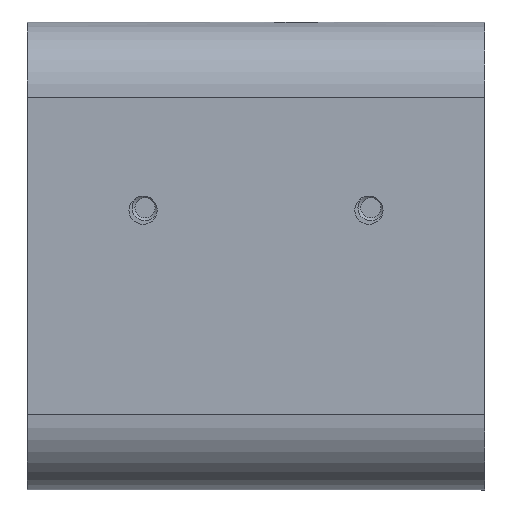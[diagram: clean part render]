
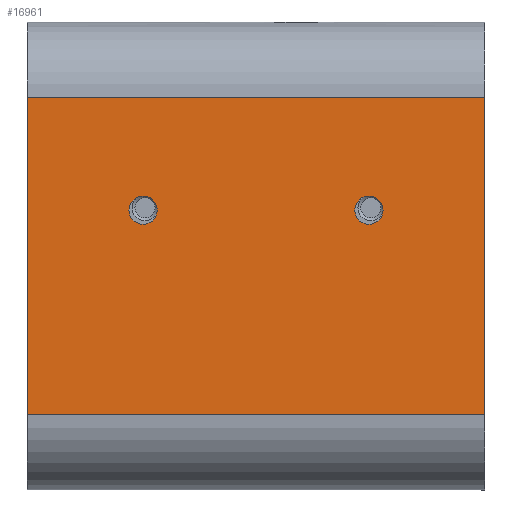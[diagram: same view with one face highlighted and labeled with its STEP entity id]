
A CAD part, front view. The second image highlights one B-rep face of the part: STEP entity #16961.
In plain terms, the highlighted planar face has unit normal (0, -1, 0).
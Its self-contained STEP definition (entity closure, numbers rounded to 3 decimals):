
#462=FACE_BOUND('',#5323,.T.);
#463=FACE_BOUND('',#5324,.T.);
#730=PLANE('',#18516);
#1778=LINE('',#42330,#2880);
#1780=LINE('',#42336,#2882);
#1788=LINE('',#42356,#2890);
#1789=LINE('',#42357,#2891);
#2880=VECTOR('',#22548,10.);
#2882=VECTOR('',#22554,10.);
#2890=VECTOR('',#22568,10.);
#2891=VECTOR('',#22569,10.);
#4285=FACE_OUTER_BOUND('',#5322,.T.);
#5322=EDGE_LOOP('',(#15603,#15604,#15605,#15606));
#5323=EDGE_LOOP('',(#15607));
#5324=EDGE_LOOP('',(#15608));
#6560=CIRCLE('',#18517,1.125);
#6561=CIRCLE('',#18518,1.125);
#8096=VERTEX_POINT('',#42327);
#8097=VERTEX_POINT('',#42329);
#8099=VERTEX_POINT('',#42335);
#8108=VERTEX_POINT('',#42355);
#8109=VERTEX_POINT('',#42358);
#8110=VERTEX_POINT('',#42360);
#10607=EDGE_CURVE('',#8096,#8097,#1778,.T.);
#10610=EDGE_CURVE('',#8097,#8099,#1780,.T.);
#10620=EDGE_CURVE('',#8096,#8108,#1788,.T.);
#10621=EDGE_CURVE('',#8108,#8099,#1789,.T.);
#10622=EDGE_CURVE('',#8109,#8109,#6560,.T.);
#10623=EDGE_CURVE('',#8110,#8110,#6561,.T.);
#15603=ORIENTED_EDGE('',*,*,#10607,.F.);
#15604=ORIENTED_EDGE('',*,*,#10620,.T.);
#15605=ORIENTED_EDGE('',*,*,#10621,.T.);
#15606=ORIENTED_EDGE('',*,*,#10610,.F.);
#15607=ORIENTED_EDGE('',*,*,#10622,.F.);
#15608=ORIENTED_EDGE('',*,*,#10623,.F.);
#16961=ADVANCED_FACE('',(#4285,#462,#463),#730,.F.);
#18516=AXIS2_PLACEMENT_3D('',#42354,#22566,#22567);
#18517=AXIS2_PLACEMENT_3D('',#42359,#22570,#22571);
#18518=AXIS2_PLACEMENT_3D('',#42361,#22572,#22573);
#22548=DIRECTION('',(1.,0.,0.));
#22554=DIRECTION('',(0.,0.,-1.));
#22566=DIRECTION('center_axis',(0.,1.,0.));
#22567=DIRECTION('ref_axis',(0.,0.,
-1.));
#22568=DIRECTION('',(0.,0.,-1.));
#22569=DIRECTION('',(1.,0.,0.));
#22570=DIRECTION('center_axis',(0.,-1.,0.));
#22571=DIRECTION('ref_axis',(-1.,0.,0.));
#22572=DIRECTION('center_axis',(0.,-1.,0.));
#22573=DIRECTION('ref_axis',(-1.,0.,0.));
#42327=CARTESIAN_POINT('',(-19.25,0.,25.3));
#42329=CARTESIAN_POINT('',(17.25,0.,25.3));
#42330=CARTESIAN_POINT('',(-1.,0.,25.3));
#42335=CARTESIAN_POINT('',(17.25,0.,0.));
#42336=CARTESIAN_POINT('',(17.25,0.,3.25));
#42354=CARTESIAN_POINT('Origin',(-1.,0.,
1.5));
#42355=CARTESIAN_POINT('',(-19.25,0.,0.));
#42356=CARTESIAN_POINT('',(-19.25,0.,12.75));
#42357=CARTESIAN_POINT('',(16.75,0.,0.));
#42358=CARTESIAN_POINT('',(-8.875,0.,9.));
#42359=CARTESIAN_POINT('Origin',(-10.,0.,
9.));
#42360=CARTESIAN_POINT('',(9.125,0.,9.));
#42361=CARTESIAN_POINT('Origin',(8.,0.,9.));
